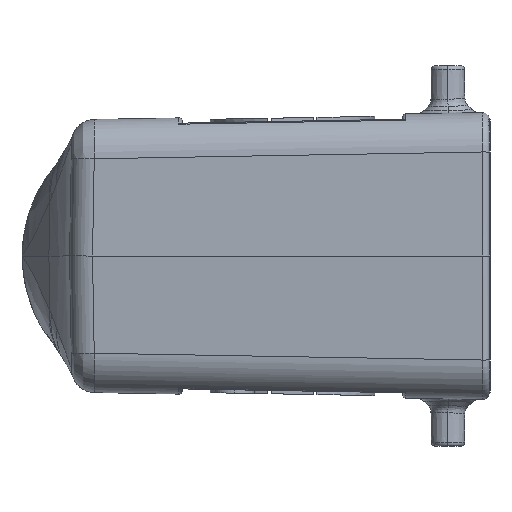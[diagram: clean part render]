
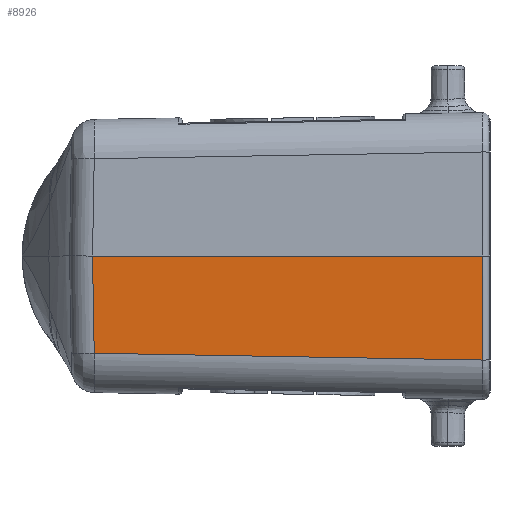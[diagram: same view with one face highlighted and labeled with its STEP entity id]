
A CAD part, left-side view. The second image highlights one B-rep face of the part: STEP entity #8926.
In plain terms, the highlighted planar face has unit normal (-1, 0.018, -0.017).
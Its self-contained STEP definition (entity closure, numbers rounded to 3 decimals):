
#103=DIRECTION('',(0.017,1.,0.017));
#104=VECTOR('',#103,58.207);
#105=CARTESIAN_POINT('',(-46.46,71.017,-15.588));
#106=LINE('',#105,#104);
#107=DIRECTION('',(-0.017,0.017,1.));
#108=VECTOR('',#107,14.577);
#109=CARTESIAN_POINT('',(-45.462,129.207,-14.572));
#110=LINE('',#109,#108);
#111=DIRECTION('',(-0.017,-1.,0.));
#112=VECTOR('',#111,58.453);
#113=CARTESIAN_POINT('',(-45.712,129.462,
0.));
#114=LINE('',#113,#112);
#124=DIRECTION('',(-0.017,0.,1.));
#125=VECTOR('',#124,15.59);
#126=CARTESIAN_POINT('',(-46.46,71.017,-15.588));
#127=LINE('',#126,#125);
#7306=CARTESIAN_POINT('',(-45.462,129.207,
-14.572));
#7307=CARTESIAN_POINT('',(-45.712,129.462,
0.));
#7308=VERTEX_POINT('',#7306);
#7309=VERTEX_POINT('',#7307);
#7310=CARTESIAN_POINT('',(-46.46,71.017,
-15.588));
#7311=CARTESIAN_POINT('',(-46.732,71.017,
0.));
#7312=VERTEX_POINT('',#7310);
#7313=VERTEX_POINT('',#7311);
#8912=CARTESIAN_POINT('',(-46.086,100.24,
-7.785));
#8913=DIRECTION('',(1.,-0.017,0.017));
#8914=DIRECTION('',(-0.017,0.,1.));
#8915=AXIS2_PLACEMENT_3D('',#8912,#8913,#8914);
#8916=PLANE('',#8915);
#8918=ORIENTED_EDGE('',*,*,#8917,.F.);
#8920=ORIENTED_EDGE('',*,*,#8919,.T.);
#8921=ORIENTED_EDGE('',*,*,#8902,.T.);
#8923=ORIENTED_EDGE('',*,*,#8922,.T.);
#8924=EDGE_LOOP('',(#8918,#8920,#8921,#8923));
#8925=FACE_OUTER_BOUND('',#8924,.F.);
#8926=ADVANCED_FACE('',(#8925),#8916,.F.);
#8902=EDGE_CURVE('',#7308,#7309,#110,.T.);
#8917=EDGE_CURVE('',#7312,#7313,#127,.T.);
#8919=EDGE_CURVE('',#7312,#7308,#106,.T.);
#8922=EDGE_CURVE('',#7309,#7313,#114,.T.);
